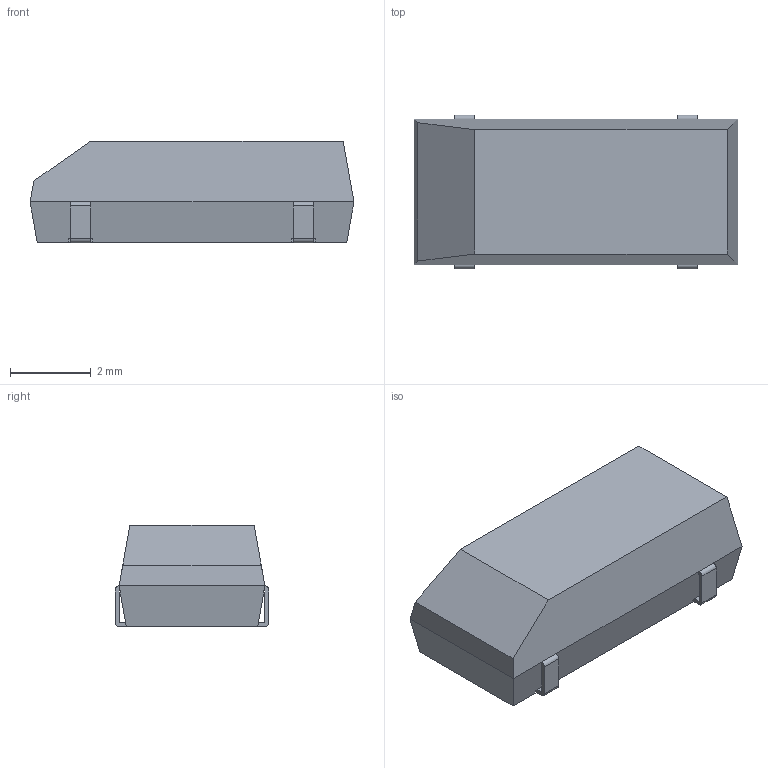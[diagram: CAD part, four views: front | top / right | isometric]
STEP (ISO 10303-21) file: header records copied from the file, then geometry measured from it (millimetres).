
FILE_DESCRIPTION (( 'STEP AP214' ), '1' );
FILE_NAME ('CRYSTAL-SMD_4P-L8.0-W3.8-BL.STEP', '2021-09-12T00:14:33', ( '' ), ( '' ), 'SwSTEP 2.0', 'SolidWorks 2018', '' );
FILE_SCHEMA (( 'AUTOMOTIVE_DESIGN' ));
Length unit declared in the file: millimetre
Products named in the file (1): CRYSTAL-SMD_4P-L8.0-W3.8-BL
Bounding box: 8 x 3.8 x 2.51 mm (x, y, z)
Volume: 63.8 mm3; surface area: 108.3 mm2
Topology: 1 solids, 1 shells, 126 faces, 355 edges, 230 vertices
Faces by surface type: plane 104, bspline 14, cylinder 8
Entity records: 6111 total; most frequent: CARTESIAN_POINT 1510, ORIENTED_EDGE 710, DIRECTION 569, EDGE_CURVE 355, LINE 311, VECTOR 311, VERTEX_POINT 230, EDGE_LOOP 133
